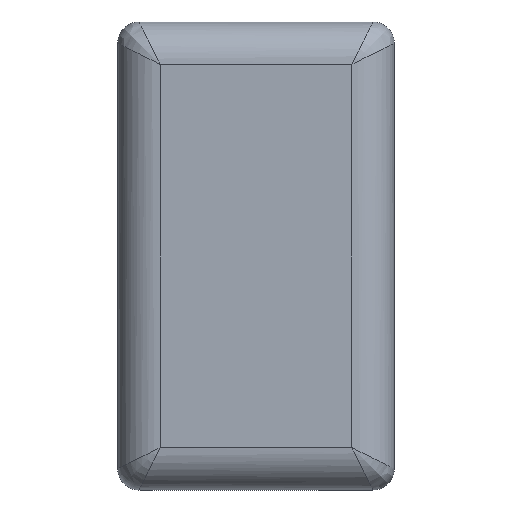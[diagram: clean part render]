
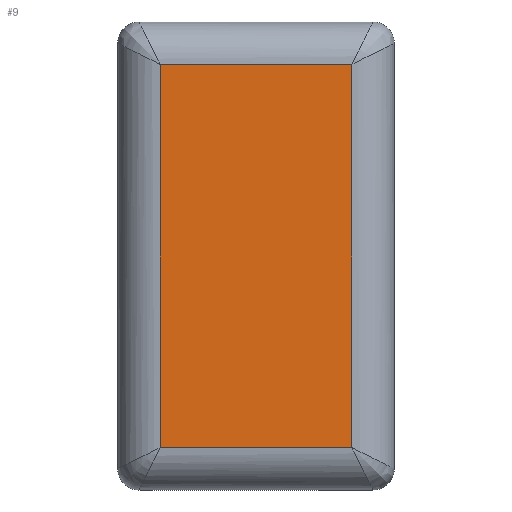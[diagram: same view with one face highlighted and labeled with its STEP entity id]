
A CAD part, front view. The second image highlights one B-rep face of the part: STEP entity #9.
In plain terms, the highlighted planar face has unit normal (0, -1, 0).
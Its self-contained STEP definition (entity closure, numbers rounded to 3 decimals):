
#2 = ORIENTED_EDGE ( 'NONE', *, *, #7, .T. ) ;
#3 = VERTEX_POINT ( 'NONE', #348 ) ;
#5 = EDGE_CURVE ( 'NONE', #15, #3, #294, .T. ) ;
#7 = EDGE_CURVE ( 'NONE', #130, #8, #281, .T. ) ;
#8 = VERTEX_POINT ( 'NONE', #296 ) ;
#9 = ADVANCED_FACE ( 'NONE', ( #295 ), #282, .T. ) ;
#10 = EDGE_LOOP ( 'NONE', ( #11, #14, #129, #2 ) ) ;
#11 = ORIENTED_EDGE ( 'NONE', *, *, #16, .T. ) ;
#13 = EDGE_CURVE ( 'NONE', #3, #130, #332, .T. ) ;
#14 = ORIENTED_EDGE ( 'NONE', *, *, #5, .T. ) ;
#15 = VERTEX_POINT ( 'NONE', #347 ) ;
#16 = EDGE_CURVE ( 'NONE', #8, #15, #327, .T. ) ;
#129 = ORIENTED_EDGE ( 'NONE', *, *, #13, .T. ) ;
#130 = VERTEX_POINT ( 'NONE', #632 ) ;
#273 = DIRECTION ( 'NONE',  ( 0., 0., -1. ) ) ;
#274 = DIRECTION ( 'NONE',  ( 0., -1., 0. ) ) ;
#275 = CARTESIAN_POINT ( 'NONE',  ( -6.5, 0., -22. ) ) ;
#276 = AXIS2_PLACEMENT_3D ( 'NONE', #275, #274, #273 ) ;
#278 = DIRECTION ( 'NONE',  ( 1., 0., 0. ) ) ;
#279 = VECTOR ( 'NONE', #278, 1000. ) ;
#280 = CARTESIAN_POINT ( 'NONE',  ( 6.5, 0., -20. ) ) ;
#281 = LINE ( 'NONE', #280, #279 ) ;
#282 = PLANE ( 'NONE',  #276 ) ;
#291 = DIRECTION ( 'NONE',  ( -1., 0., 0. ) ) ;
#292 = VECTOR ( 'NONE', #291, 1000. ) ;
#293 = CARTESIAN_POINT ( 'NONE',  ( -6.5, 0., -2. ) ) ;
#294 = LINE ( 'NONE', #293, #292 ) ;
#295 = FACE_OUTER_BOUND ( 'NONE', #10, .T. ) ;
#296 = CARTESIAN_POINT ( 'NONE',  ( 4.5, 0., -20. ) ) ;
#324 = DIRECTION ( 'NONE',  ( 0., 0., 1. ) ) ;
#325 = VECTOR ( 'NONE', #324, 1000. ) ;
#326 = CARTESIAN_POINT ( 'NONE',  ( 4.5, 0., 0. ) ) ;
#327 = LINE ( 'NONE', #326, #325 ) ;
#329 = DIRECTION ( 'NONE',  ( 0., 0., -1. ) ) ;
#330 = VECTOR ( 'NONE', #329, 1000. ) ;
#331 = CARTESIAN_POINT ( 'NONE',  ( -4.5, 0., -22. ) ) ;
#332 = LINE ( 'NONE', #331, #330 ) ;
#347 = CARTESIAN_POINT ( 'NONE',  ( 4.5, 0., -2. ) ) ;
#348 = CARTESIAN_POINT ( 'NONE',  ( -4.5, 0., -2. ) ) ;
#632 = CARTESIAN_POINT ( 'NONE',  ( -4.5, 0., -20. ) ) ;
